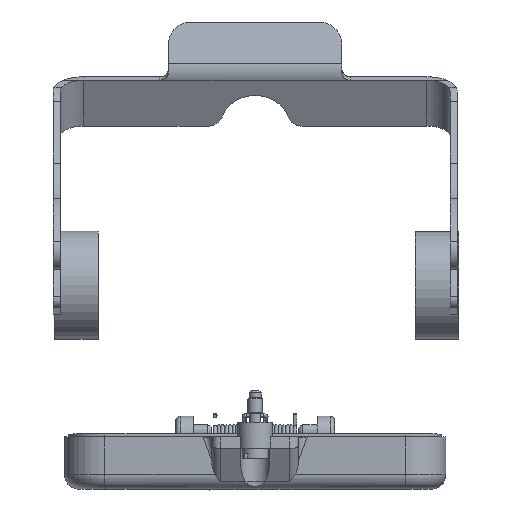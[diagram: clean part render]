
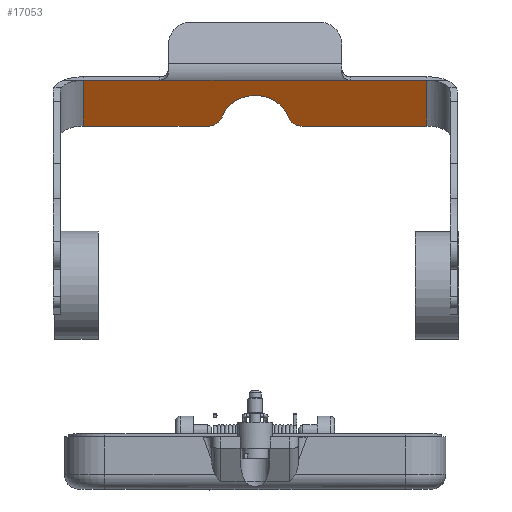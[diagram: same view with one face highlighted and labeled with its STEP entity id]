
A CAD part, top view. The second image highlights one B-rep face of the part: STEP entity #17053.
In plain terms, the highlighted planar face has unit normal (0, -0.469, 0.883).
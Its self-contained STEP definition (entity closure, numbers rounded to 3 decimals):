
#16716=CARTESIAN_POINT('',(33.,70.927,-9.751));
#16717=VERTEX_POINT('',#16716);
#16724=CARTESIAN_POINT('',(66.302,70.927,-9.751));
#16725=VERTEX_POINT('',#16724);
#16726=CARTESIAN_POINT('',(33.,70.927,-9.751));
#16727=DIRECTION('',(1.0,0.0,0.0));
#16728=VECTOR('',#16727,33.302);
#16729=LINE('',#16726,#16728);
#16730=EDGE_CURVE('',#16717,#16725,#16729,.T.);
#16747=CARTESIAN_POINT('',(-66.302,70.927,-9.751));
#16748=VERTEX_POINT('',#16747);
#16749=CARTESIAN_POINT('',(-33.,70.927,-9.751));
#16750=VERTEX_POINT('',#16749);
#16751=CARTESIAN_POINT('',(-66.302,70.927,-9.751));
#16752=DIRECTION('',(1.0,0.0,0.0));
#16753=VECTOR('',#16752,33.302);
#16754=LINE('',#16751,#16753);
#16755=EDGE_CURVE('',#16748,#16750,#16754,.T.);
#16807=CARTESIAN_POINT('',(59.5,55.034,-18.201));
#16808=VERTEX_POINT('',#16807);
#16816=CARTESIAN_POINT('',(16.248,55.034,-18.201));
#16817=VERTEX_POINT('',#16816);
#16818=CARTESIAN_POINT('',(59.5,55.034,-18.201));
#16819=DIRECTION('',(-1.0,0.0,0.0));
#16820=VECTOR('',#16819,43.252);
#16821=LINE('',#16818,#16820);
#16822=EDGE_CURVE('',#16808,#16817,#16821,.T.);
#16856=CARTESIAN_POINT('',(11.469,58.15,-16.544));
#16857=VERTEX_POINT('',#16856);
#16858=CARTESIAN_POINT('',(16.248,59.448,-15.854));
#16859=DIRECTION('',(0.,0.469,-0.883));
#16860=DIRECTION('',(-0.956,-0.26,-0.138));
#16861=AXIS2_PLACEMENT_3D('',#16858,#16859,#16860);
#16862=CIRCLE('',#16861,5.);
#16863=EDGE_CURVE('',#16817,#16857,#16862,.T.);
#16889=CARTESIAN_POINT('',(-11.469,58.15,-16.544));
#16890=VERTEX_POINT('',#16889);
#16891=CARTESIAN_POINT('',(0.,55.034,-18.201));
#16892=DIRECTION('',(0.,-0.469,0.883));
#16893=DIRECTION('',(0.,0.883,0.469));
#16894=AXIS2_PLACEMENT_3D('',#16891,#16892,#16893);
#16895=CIRCLE('',#16894,12.);
#16896=EDGE_CURVE('',#16857,#16890,#16895,.T.);
#16922=CARTESIAN_POINT('',(-16.248,55.034,-18.201));
#16923=VERTEX_POINT('',#16922);
#16924=CARTESIAN_POINT('',(-16.248,59.448,-15.854));
#16925=DIRECTION('',(0.,0.469,-0.883));
#16926=DIRECTION('',(0.956,-0.26,-0.138));
#16927=AXIS2_PLACEMENT_3D('',#16924,#16925,#16926);
#16928=CIRCLE('',#16927,5.);
#16929=EDGE_CURVE('',#16890,#16923,#16928,.T.);
#16963=CARTESIAN_POINT('',(-59.5,55.034,-18.201));
#16964=VERTEX_POINT('',#16963);
#16965=CARTESIAN_POINT('',(-16.248,55.034,-18.201));
#16966=DIRECTION('',(-1.0,0.0,0.0));
#16967=VECTOR('',#16966,43.252);
#16968=LINE('',#16965,#16967);
#16969=EDGE_CURVE('',#16923,#16964,#16968,.T.);
#16989=CARTESIAN_POINT('',(73.603,52.385,-19.609));
#16990=DIRECTION('',(0.,-0.469,0.883));
#16991=DIRECTION('',(1.0,0.0,0.0));
#16992=AXIS2_PLACEMENT_3D('',#16989,#16990,#16991);
#16993=PLANE('',#16992);
#16994=CARTESIAN_POINT('',(66.302,70.858,-9.787));
#16995=VERTEX_POINT('',#16994);
#16996=CARTESIAN_POINT('',(66.302,70.927,-9.751));
#16997=DIRECTION('',(0.0,-0.883,-0.469));
#16998=VECTOR('',#16997,0.078);
#16999=LINE('',#16996,#16998);
#17000=EDGE_CURVE('',#16725,#16995,#16999,.T.);
#17001=ORIENTED_EDGE('',*,*,#17000,.F.);
#17002=ORIENTED_EDGE('',*,*,#16730,.F.);
#17003=CARTESIAN_POINT('',(-33.,70.927,-9.751));
#17004=DIRECTION('',(1.0,0.0,0.0));
#17005=VECTOR('',#17004,66.0);
#17006=LINE('',#17003,#17005);
#17007=EDGE_CURVE('',#16750,#16717,#17006,.T.);
#17008=ORIENTED_EDGE('',*,*,#17007,.F.);
#17009=ORIENTED_EDGE('',*,*,#16755,.F.);
#17010=CARTESIAN_POINT('',(-66.302,70.858,-9.787));
#17011=VERTEX_POINT('',#17010);
#17012=CARTESIAN_POINT('',(-66.302,70.858,-9.787));
#17013=DIRECTION('',(0.0,0.883,0.469));
#17014=VECTOR('',#17013,0.078);
#17015=LINE('',#17012,#17014);
#17016=EDGE_CURVE('',#17011,#16748,#17015,.T.);
#17017=ORIENTED_EDGE('',*,*,#17016,.F.);
#17018=CARTESIAN_POINT('',(-59.5,70.858,-9.787));
#17019=VERTEX_POINT('',#17018);
#17020=CARTESIAN_POINT('',(-66.302,70.858,-9.787));
#17021=DIRECTION('',(1.0,0.0,0.0));
#17022=VECTOR('',#17021,6.802);
#17023=LINE('',#17020,#17022);
#17024=EDGE_CURVE('',#17011,#17019,#17023,.T.);
#17025=ORIENTED_EDGE('',*,*,#17024,.T.);
#17026=CARTESIAN_POINT('',(-59.5,70.858,-9.787));
#17027=DIRECTION('',(0.0,-0.883,-0.469));
#17028=VECTOR('',#17027,17.922);
#17029=LINE('',#17026,#17028);
#17030=EDGE_CURVE('',#17019,#16964,#17029,.T.);
#17031=ORIENTED_EDGE('',*,*,#17030,.T.);
#17032=ORIENTED_EDGE('',*,*,#16969,.F.);
#17033=ORIENTED_EDGE('',*,*,#16929,.F.);
#17034=ORIENTED_EDGE('',*,*,#16896,.F.);
#17035=ORIENTED_EDGE('',*,*,#16863,.F.);
#17036=ORIENTED_EDGE('',*,*,#16822,.F.);
#17037=CARTESIAN_POINT('',(59.5,70.858,-9.787));
#17038=VERTEX_POINT('',#17037);
#17039=CARTESIAN_POINT('',(59.5,55.034,-18.201));
#17040=DIRECTION('',(0.0,0.883,0.469));
#17041=VECTOR('',#17040,17.922);
#17042=LINE('',#17039,#17041);
#17043=EDGE_CURVE('',#16808,#17038,#17042,.T.);
#17044=ORIENTED_EDGE('',*,*,#17043,.T.);
#17045=CARTESIAN_POINT('',(59.5,70.858,-9.787));
#17046=DIRECTION('',(1.0,0.0,0.0));
#17047=VECTOR('',#17046,6.802);
#17048=LINE('',#17045,#17047);
#17049=EDGE_CURVE('',#17038,#16995,#17048,.T.);
#17050=ORIENTED_EDGE('',*,*,#17049,.T.);
#17051=EDGE_LOOP('',(#17001,#17002,#17008,#17009,#17017,#17025,#17031,#17032,#17033,#17034,#17035,#17036,#17044,#17050));
#17052=FACE_OUTER_BOUND('',#17051,.T.);
#17053=ADVANCED_FACE('',(#17052),#16993,.T.);
